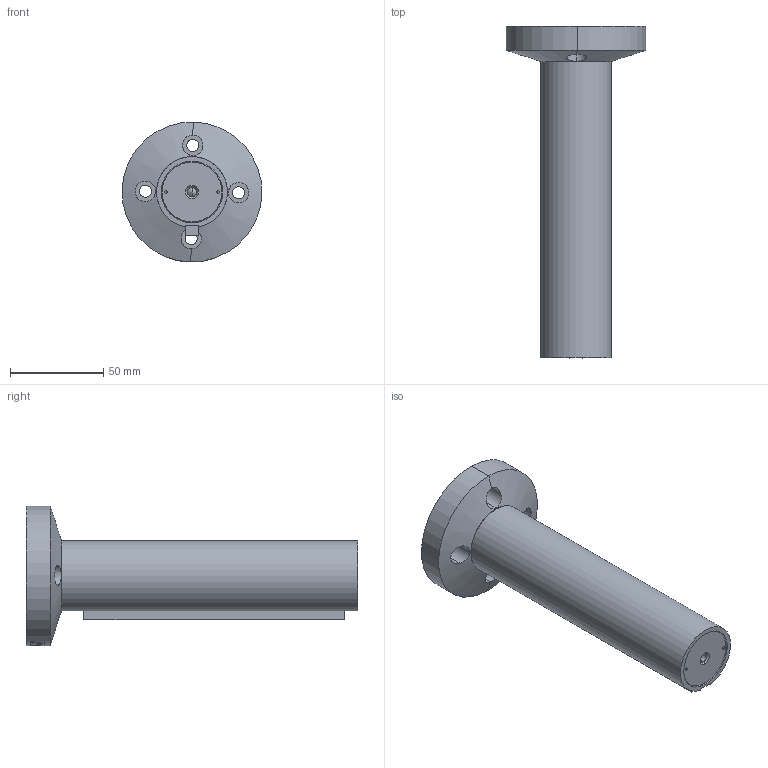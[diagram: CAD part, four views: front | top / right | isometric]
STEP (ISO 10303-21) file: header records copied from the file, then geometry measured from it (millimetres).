
FILE_DESCRIPTION (( 'STEP AP203' ), '1' );
FILE_NAME ('NPHR38R-178.STEP', '2020-06-11T02:43:41', ( '' ), ( '' ), 'SwSTEP 2.0', 'SolidWorks 2016', '' );
FILE_SCHEMA (( 'CONFIG_CONTROL_DESIGN' ));
Length unit declared in the file: millimetre
Products named in the file (1): NPHR38R-178
Bounding box: 74.99 x 178 x 75 mm (x, y, z)
Surface area: 37631.2 mm2 (no closed solid volume)
Topology: 0 solids, 19 shells, 128 faces, 610 edges, 497 vertices
Faces by surface type: plane 54, cylinder 51, torus 12, cone 8, bspline 3
Entity records: 6771 total; most frequent: CARTESIAN_POINT 2309, ORIENTED_EDGE 824, DIRECTION 760, EDGE_CURVE 608, VERTEX_POINT 497, AXIS2_PLACEMENT_3D 282, B_SPLINE_CURVE_WITH_KNOTS 256, VECTOR 196
